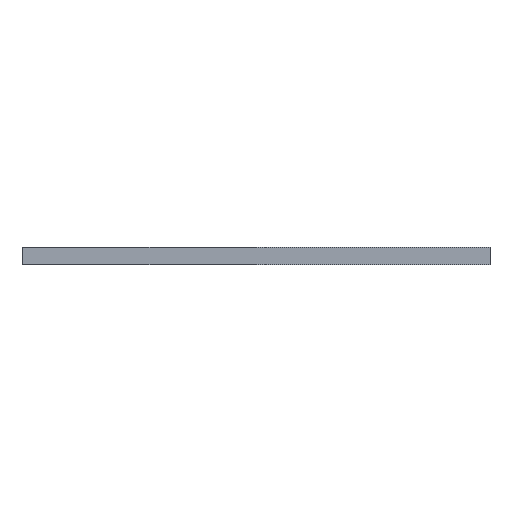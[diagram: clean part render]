
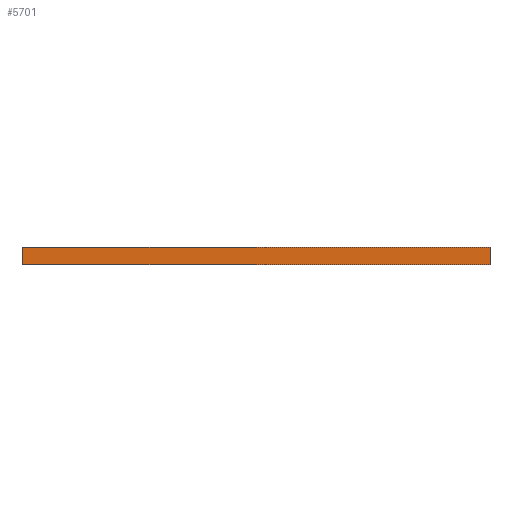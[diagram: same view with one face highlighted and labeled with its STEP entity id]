
A CAD part, left-side view. The second image highlights one B-rep face of the part: STEP entity #5701.
In plain terms, the highlighted planar face has unit normal (-1, 0, 0).
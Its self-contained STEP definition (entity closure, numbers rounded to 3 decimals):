
#97 = ORIENTED_EDGE ( 'NONE', *, *, #3696, .F. ) ;
#315 = DIRECTION ( 'NONE',  ( 0., 1., 0. ) ) ;
#343 = CARTESIAN_POINT ( 'NONE',  ( -22.4, -22.875, -0.85 ) ) ;
#576 = CARTESIAN_POINT ( 'NONE',  ( -22.4, 22.875, 0.85 ) ) ;
#827 = EDGE_CURVE ( 'NONE', #2489, #5776, #6438, .T. ) ;
#1139 = AXIS2_PLACEMENT_3D ( 'NONE', #1665, #5981, #3460 ) ;
#1633 = VERTEX_POINT ( 'NONE', #2739 ) ;
#1665 = CARTESIAN_POINT ( 'NONE',  ( -22.4, -22.875, 0.85 ) ) ;
#1727 = ORIENTED_EDGE ( 'NONE', *, *, #2318, .T. ) ;
#2017 = CARTESIAN_POINT ( 'NONE',  ( -22.4, -22.875, 0.85 ) ) ;
#2318 = EDGE_CURVE ( 'NONE', #3425, #5776, #4272, .T. ) ;
#2489 = VERTEX_POINT ( 'NONE', #5074 ) ;
#2551 = VECTOR ( 'NONE', #5401, 1000. ) ;
#2739 = CARTESIAN_POINT ( 'NONE',  ( -22.4, -22.875, 0.85 ) ) ;
#2783 = DIRECTION ( 'NONE',  ( 0., 0., -1. ) ) ;
#2815 = CARTESIAN_POINT ( 'NONE',  ( -22.4, 22.875, -0.85 ) ) ;
#3086 = VECTOR ( 'NONE', #2783, 1000. ) ;
#3138 = ORIENTED_EDGE ( 'NONE', *, *, #827, .F. ) ;
#3425 = VERTEX_POINT ( 'NONE', #576 ) ;
#3451 = CARTESIAN_POINT ( 'NONE',  ( -22.4, -22.875, 0.85 ) ) ;
#3460 = DIRECTION ( 'NONE',  ( 0., 0., 1. ) ) ;
#3696 = EDGE_CURVE ( 'NONE', #1633, #2489, #6944, .T. ) ;
#3842 = DIRECTION ( 'NONE',  ( 0., 1., 0. ) ) ;
#3857 = FACE_OUTER_BOUND ( 'NONE', #4105, .T. ) ;
#4105 = EDGE_LOOP ( 'NONE', ( #3138, #97, #7126, #1727 ) ) ;
#4216 = LINE ( 'NONE', #2017, #7827 ) ;
#4272 = LINE ( 'NONE', #6576, #3086 ) ;
#5074 = CARTESIAN_POINT ( 'NONE',  ( -22.4, -22.875, -0.85 ) ) ;
#5401 = DIRECTION ( 'NONE',  ( 0., 0., -1. ) ) ;
#5701 = ADVANCED_FACE ( 'NONE', ( #3857 ), #6014, .T. ) ;
#5776 = VERTEX_POINT ( 'NONE', #2815 ) ;
#5981 = DIRECTION ( 'NONE',  ( -1., 0., 0. ) ) ;
#6014 = PLANE ( 'NONE',  #1139 ) ;
#6438 = LINE ( 'NONE', #343, #6539 ) ;
#6539 = VECTOR ( 'NONE', #315, 1000. ) ;
#6576 = CARTESIAN_POINT ( 'NONE',  ( -22.4, 22.875, 0.85 ) ) ;
#6944 = LINE ( 'NONE', #3451, #2551 ) ;
#7126 = ORIENTED_EDGE ( 'NONE', *, *, #7150, .T. ) ;
#7150 = EDGE_CURVE ( 'NONE', #1633, #3425, #4216, .T. ) ;
#7827 = VECTOR ( 'NONE', #3842, 1000. ) ;
